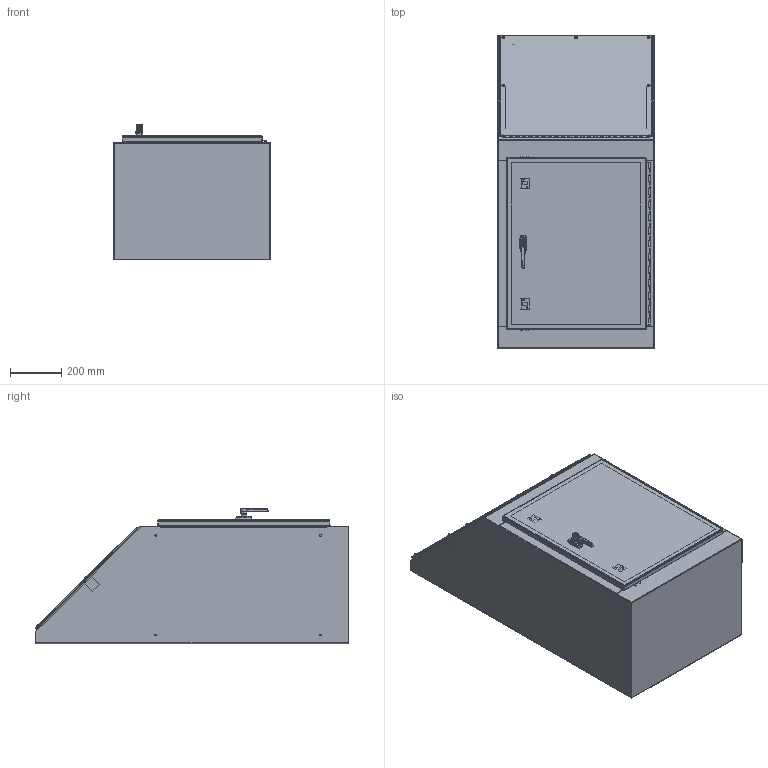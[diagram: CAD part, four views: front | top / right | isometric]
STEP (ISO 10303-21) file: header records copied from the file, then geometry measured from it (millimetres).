
FILE_DESCRIPTION (( 'STEP AP214' ), '1' );
FILE_NAME ('WC924B.STEP', '2020-03-05T19:54:54', ( '' ), ( '' ), 'SwSTEP 2.0', 'SolidWorks 2019', '' );
FILE_SCHEMA (( 'AUTOMOTIVE_DESIGN' ));
Length unit declared in the file: inch
Products named in the file (1): WC924B
Bounding box: 609.6 x 1222.38 x 528.49 mm (x, y, z)
Volume: 6545446.2 mm3; surface area: 6647590.2 mm2
Topology: 74 solids, 122 shells, 2536 faces, 6488 edges, 4251 vertices
Faces by surface type: plane 1376, cylinder 718, bspline 315, cone 123, torus 4
Full cylindrical faces by diameter (mm): 2.921 x2, 3.048 x1, 3.175 x1, 3.302 x1, 3.505 x45, 3.962 x5, 4 x3, 4.039 x2, 4.775 x5, 4.826 x5, 4.978 x5, 5.08 x4, 5.556 x2, 5.69 x4, 6.128 x2, 6.172 x2, 6.299 x5, 6.337 x6, 6.35 x8, 6.528 x5, 7.023 x16, 7.061 x5, 7.144 x7, 7.925 x2, 7.937 x6, 8.382 x28, 9.474 x5, 9.525 x2, 10.16 x4, 10.312 x5
Entity records: 128014 total; most frequent: CARTESIAN_POINT 36888, ORIENTED_EDGE 12168, DIRECTION 10511, EDGE_CURVE 6084, VERTEX_POINT 4169, AXIS2_PLACEMENT_3D 3635, LINE 3241, VECTOR 3241
